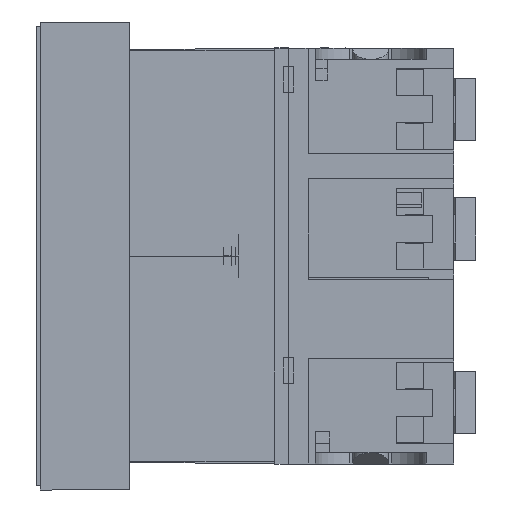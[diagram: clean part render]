
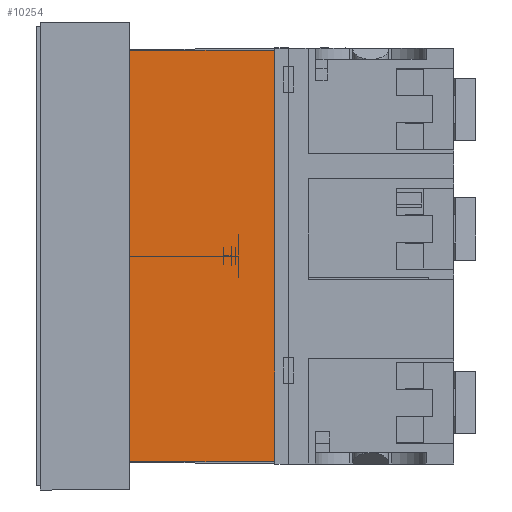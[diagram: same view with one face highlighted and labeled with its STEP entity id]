
A CAD part, left-side view. The second image highlights one B-rep face of the part: STEP entity #10254.
In plain terms, the highlighted face is planar.
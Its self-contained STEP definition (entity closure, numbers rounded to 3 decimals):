
#1276 = DIRECTION ( 'NONE',  ( 0., 0., -1. ) ) ;
#3710 = EDGE_CURVE ( 'NONE', #16576, #25685, #17430, .T. ) ;
#5316 = DIRECTION ( 'NONE',  ( 0., 1., 0. ) ) ;
#6877 = LINE ( 'NONE', #42350, #7712 ) ;
#7712 = VECTOR ( 'NONE', #11238, 1000. ) ;
#10254 = ADVANCED_FACE ( 'NONE', ( #12769 ), #20474, .F. ) ;
#11238 = DIRECTION ( 'NONE',  ( 0., 1., 0. ) ) ;
#12769 = FACE_OUTER_BOUND ( 'NONE', #24543, .T. ) ;
#16472 = ORIENTED_EDGE ( 'NONE', *, *, #20749, .F. ) ;
#16576 = VERTEX_POINT ( 'NONE', #34409 ) ;
#17109 = DIRECTION ( 'NONE',  ( 0., 0., -1. ) ) ;
#17430 = LINE ( 'NONE', #33106, #28834 ) ;
#20237 = CARTESIAN_POINT ( 'NONE',  ( 19.8, -19.8, 9. ) ) ;
#20474 = PLANE ( 'NONE',  #33570 ) ;
#20749 = EDGE_CURVE ( 'NONE', #16576, #47441, #24721, .T. ) ;
#21748 = LINE ( 'NONE', #33041, #32270 ) ;
#22799 = CARTESIAN_POINT ( 'NONE',  ( 19.8, 19.8, 29.75 ) ) ;
#24543 = EDGE_LOOP ( 'NONE', ( #45756, #41841, #16472, #45434 ) ) ;
#24721 = LINE ( 'NONE', #40413, #30353 ) ;
#25685 = VERTEX_POINT ( 'NONE', #20237 ) ;
#27984 = VERTEX_POINT ( 'NONE', #41816 ) ;
#28834 = VECTOR ( 'NONE', #1276, 1000. ) ;
#30353 = VECTOR ( 'NONE', #48932, 1000. ) ;
#32270 = VECTOR ( 'NONE', #17109, 1000. ) ;
#33041 = CARTESIAN_POINT ( 'NONE',  ( 19.8, 19.8, 29.75 ) ) ;
#33106 = CARTESIAN_POINT ( 'NONE',  ( 19.8, -19.8, 29.75 ) ) ;
#33570 = AXIS2_PLACEMENT_3D ( 'NONE', #44136, #40783, #5316 ) ;
#33572 = EDGE_CURVE ( 'NONE', #25685, #27984, #6877, .T. ) ;
#34409 = CARTESIAN_POINT ( 'NONE',  ( 19.8, -19.8, 29.75 ) ) ;
#40413 = CARTESIAN_POINT ( 'NONE',  ( 19.8, 19.8, 29.75 ) ) ;
#40783 = DIRECTION ( 'NONE',  ( -1., 0., 0. ) ) ;
#41816 = CARTESIAN_POINT ( 'NONE',  ( 19.8, 19.8, 9. ) ) ;
#41841 = ORIENTED_EDGE ( 'NONE', *, *, #45422, .F. ) ;
#42350 = CARTESIAN_POINT ( 'NONE',  ( 19.8, 19.8, 9. ) ) ;
#44136 = CARTESIAN_POINT ( 'NONE',  ( 19.8, 19.8, 29.75 ) ) ;
#45422 = EDGE_CURVE ( 'NONE', #47441, #27984, #21748, .T. ) ;
#45434 = ORIENTED_EDGE ( 'NONE', *, *, #3710, .T. ) ;
#45756 = ORIENTED_EDGE ( 'NONE', *, *, #33572, .T. ) ;
#47441 = VERTEX_POINT ( 'NONE', #22799 ) ;
#48932 = DIRECTION ( 'NONE',  ( 0., 1., 0. ) ) ;
